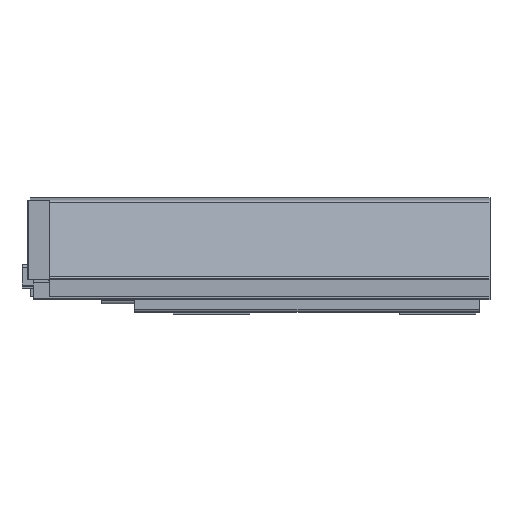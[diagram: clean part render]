
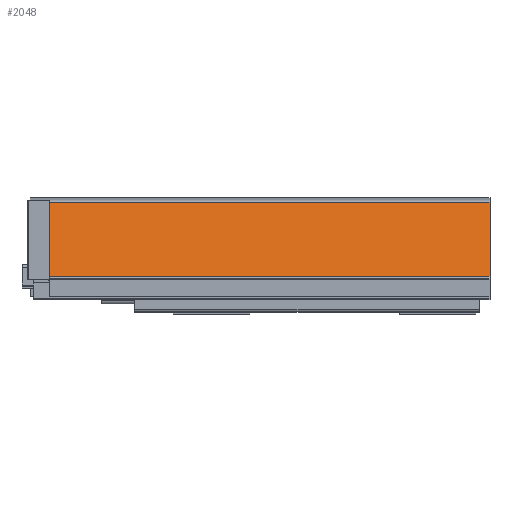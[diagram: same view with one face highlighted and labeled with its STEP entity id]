
A CAD part, top view. The second image highlights one B-rep face of the part: STEP entity #2048.
In plain terms, the highlighted planar face has unit normal (0, 0.208, 0.978).
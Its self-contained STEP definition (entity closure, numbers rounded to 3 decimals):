
#37 = VERTEX_POINT ( 'NONE', #596 ) ;
#56 = DIRECTION ( 'NONE',  ( 1., 0., 0. ) ) ;
#123 = VECTOR ( 'NONE', #8189, 1000. ) ;
#492 = VECTOR ( 'NONE', #56, 1000. ) ;
#596 = CARTESIAN_POINT ( 'NONE',  ( -375.5, 80.422, 21.003 ) ) ;
#934 = PLANE ( 'NONE',  #5458 ) ;
#1131 = VERTEX_POINT ( 'NONE', #5185 ) ;
#1412 = CARTESIAN_POINT ( 'NONE',  ( 0., 17.084, 34.466 ) ) ;
#2048 = ADVANCED_FACE ( 'NONE', ( #3750 ), #934, .T. ) ;
#2294 = ORIENTED_EDGE ( 'NONE', *, *, #7030, .F. ) ;
#2528 = VERTEX_POINT ( 'NONE', #5241 ) ;
#3246 = DIRECTION ( 'NONE',  ( 0., -0.978, 0.208 ) ) ;
#3627 = EDGE_LOOP ( 'NONE', ( #6485, #5719, #7353, #2294 ) ) ;
#3684 = EDGE_CURVE ( 'NONE', #37, #2528, #6526, .T. ) ;
#3750 = FACE_OUTER_BOUND ( 'NONE', #3627, .T. ) ;
#3797 = CARTESIAN_POINT ( 'NONE',  ( 0., 80.422, 21.003 ) ) ;
#3886 = LINE ( 'NONE', #9048, #8569 ) ;
#4460 = CARTESIAN_POINT ( 'NONE',  ( -375.5, 17.084, 34.466 ) ) ;
#5185 = CARTESIAN_POINT ( 'NONE',  ( 0., 17.084, 34.466 ) ) ;
#5241 = CARTESIAN_POINT ( 'NONE',  ( 0., 80.422, 21.003 ) ) ;
#5294 = LINE ( 'NONE', #1412, #492 ) ;
#5458 = AXIS2_PLACEMENT_3D ( 'NONE', #6712, #8284, #9055 ) ;
#5719 = ORIENTED_EDGE ( 'NONE', *, *, #8570, .T. ) ;
#5752 = DIRECTION ( 'NONE',  ( 1., 0., 0. ) ) ;
#6485 = ORIENTED_EDGE ( 'NONE', *, *, #3684, .F. ) ;
#6526 = LINE ( 'NONE', #8911, #7379 ) ;
#6712 = CARTESIAN_POINT ( 'NONE',  ( -392., 80.422, 21.003 ) ) ;
#6713 = LINE ( 'NONE', #3797, #123 ) ;
#7030 = EDGE_CURVE ( 'NONE', #2528, #1131, #6713, .T. ) ;
#7353 = ORIENTED_EDGE ( 'NONE', *, *, #8469, .T. ) ;
#7379 = VECTOR ( 'NONE', #5752, 1000. ) ;
#8189 = DIRECTION ( 'NONE',  ( 0., -0.978, 0.208 ) ) ;
#8284 = DIRECTION ( 'NONE',  ( 0., 0.208, 0.978 ) ) ;
#8469 = EDGE_CURVE ( 'NONE', #8948, #1131, #5294, .T. ) ;
#8569 = VECTOR ( 'NONE', #3246, 1000. ) ;
#8570 = EDGE_CURVE ( 'NONE', #37, #8948, #3886, .T. ) ;
#8911 = CARTESIAN_POINT ( 'NONE',  ( -392., 80.422, 21.003 ) ) ;
#8948 = VERTEX_POINT ( 'NONE', #4460 ) ;
#9048 = CARTESIAN_POINT ( 'NONE',  ( -375.5, 80.422, 21.003 ) ) ;
#9055 = DIRECTION ( 'NONE',  ( 0., -0.978, 0.208 ) ) ;
